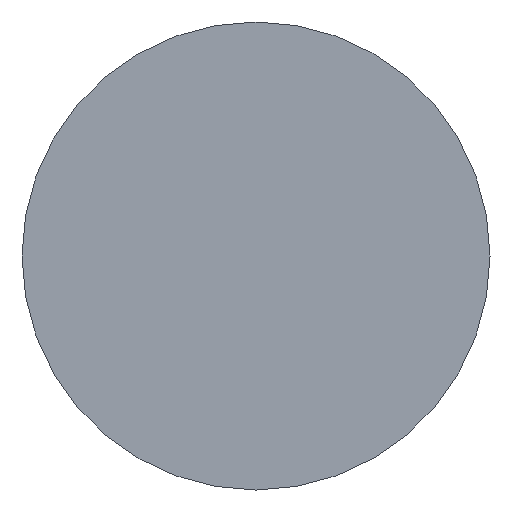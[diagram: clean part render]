
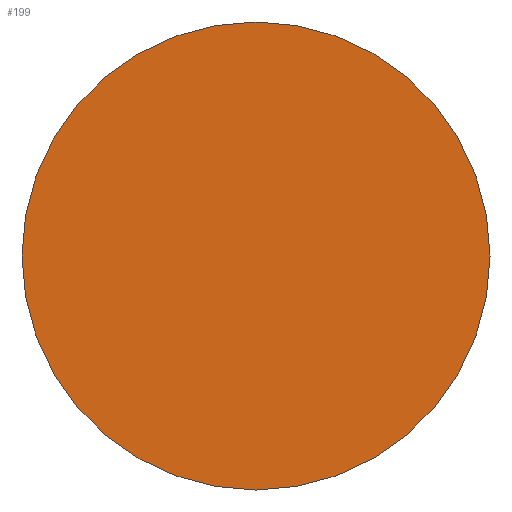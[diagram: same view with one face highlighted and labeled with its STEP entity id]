
A CAD part, front view. The second image highlights one B-rep face of the part: STEP entity #199.
In plain terms, the highlighted planar face has unit normal (0, -1, 0).
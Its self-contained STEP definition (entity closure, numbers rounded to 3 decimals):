
#199=ADVANCED_FACE('',(#505),#506,.T.);
#225=EDGE_CURVE('',#411,#397,#534,.T.);
#397=VERTEX_POINT('',#735);
#411=VERTEX_POINT('',#750);
#451=EDGE_CURVE('',#397,#411,#795,.T.);
#505=FACE_OUTER_BOUND('',#851,.T.);
#506=PLANE('',#852);
#534=CIRCLE('',#889,15.0);
#735=CARTESIAN_POINT('',(-15.0,-20.0,0.0));
#750=CARTESIAN_POINT('',(15.0,-20.0,0.));
#795=CIRCLE('',#1218,15.0);
#851=EDGE_LOOP('',(#1263,#1264));
#852=AXIS2_PLACEMENT_3D('',#1265,#1266,#1267);
#889=AXIS2_PLACEMENT_3D('',#1303,#1304,#1305);
#1218=AXIS2_PLACEMENT_3D('',#1630,#1631,#1632);
#1263=ORIENTED_EDGE('',*,*,#451,.T.);
#1264=ORIENTED_EDGE('',*,*,#225,.T.);
#1265=CARTESIAN_POINT('',(0.,-20.0,0.0));
#1266=DIRECTION('',(0.,-1.0,0.0));
#1267=DIRECTION('',(-1.0,0.,0.0));
#1303=CARTESIAN_POINT('',(0.,-20.0,0.0));
#1304=DIRECTION('',(0.,-1.0,0.0));
#1305=DIRECTION('',(-1.0,0.,0.0));
#1630=CARTESIAN_POINT('',(0.,-20.0,0.0));
#1631=DIRECTION('',(0.,-1.0,0.0));
#1632=DIRECTION('',(-1.0,0.,0.0));
